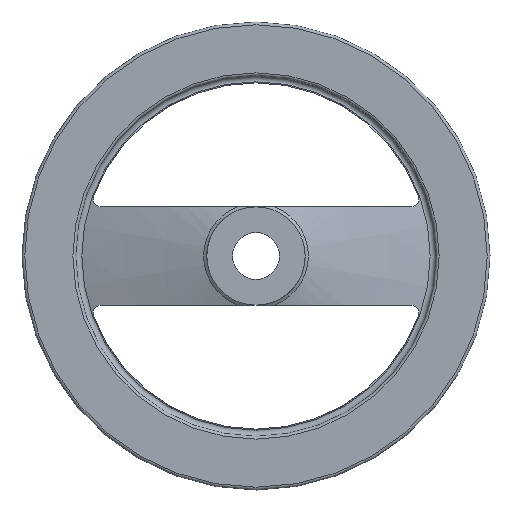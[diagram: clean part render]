
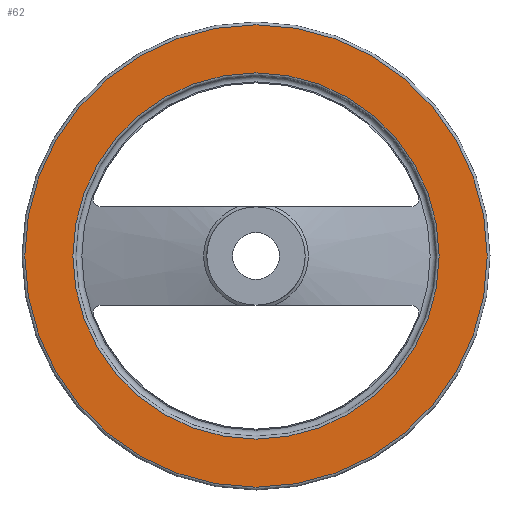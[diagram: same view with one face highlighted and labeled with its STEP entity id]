
A CAD part, left-side view. The second image highlights one B-rep face of the part: STEP entity #62.
In plain terms, the highlighted planar face has unit normal (-1, 0, 0).
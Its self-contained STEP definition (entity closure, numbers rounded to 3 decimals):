
#62 = ADVANCED_FACE( '', ( #142, #143 ), #144, .F. );
#142 = FACE_OUTER_BOUND( '', #249, .T. );
#143 = FACE_BOUND( '', #250, .T. );
#144 = PLANE( '', #251 );
#249 = EDGE_LOOP( '', ( #382 ) );
#250 = EDGE_LOOP( '', ( #383 ) );
#251 = AXIS2_PLACEMENT_3D( '', #384, #385, #386 );
#382 = ORIENTED_EDGE( '', *, *, #592, .F. );
#383 = ORIENTED_EDGE( '', *, *, #593, .T. );
#384 = CARTESIAN_POINT( '', ( 22.8, 78.25, 0. ) );
#385 = DIRECTION( '', ( 1., 0., 0. ) );
#386 = DIRECTION( '', ( 0., 0., -1. ) );
#592 = EDGE_CURVE( '', #701, #701, #702, .T. );
#593 = EDGE_CURVE( '', #703, #703, #704, .T. );
#701 = VERTEX_POINT( '', #966 );
#702 = CIRCLE( '', #967, 98.8 );
#703 = VERTEX_POINT( '', #968 );
#704 = CIRCLE( '', #969, 78.25 );
#966 = CARTESIAN_POINT( '', ( 22.8, 0., -98.8 ) );
#967 = AXIS2_PLACEMENT_3D( '', #1263, #1264, #1265 );
#968 = CARTESIAN_POINT( '', ( 22.8, 0., -78.25 ) );
#969 = AXIS2_PLACEMENT_3D( '', #1266, #1267, #1268 );
#1263 = CARTESIAN_POINT( '', ( 22.8, 0., 0. ) );
#1264 = DIRECTION( '', ( 1., 0., 0. ) );
#1265 = DIRECTION( '', ( 0., 0., -1. ) );
#1266 = CARTESIAN_POINT( '', ( 22.8, 0., 0. ) );
#1267 = DIRECTION( '', ( 1., 0., 0. ) );
#1268 = DIRECTION( '', ( 0., 0., -1. ) );
